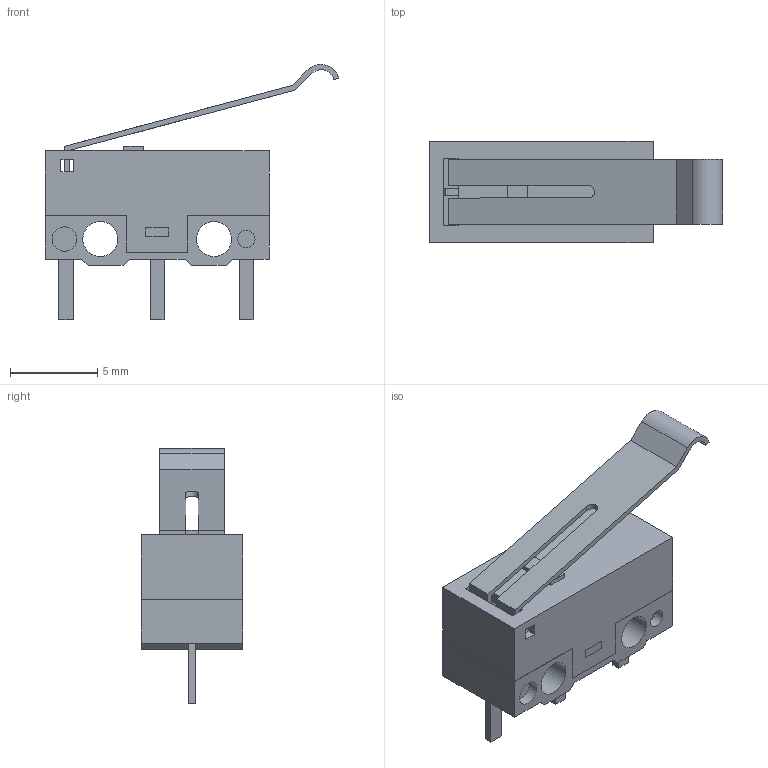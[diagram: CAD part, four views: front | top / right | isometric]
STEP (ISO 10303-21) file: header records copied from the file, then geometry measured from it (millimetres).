
FILE_DESCRIPTION(('FreeCAD Model'),'2;1');
FILE_NAME('Open CASCADE Shape Model','2022-08-29T10:17:52',(''),(''), 'Open CASCADE STEP processor 7.5','FreeCAD','Unknown');
FILE_SCHEMA(('AUTOMOTIVE_DESIGN { 1 0 10303 214 1 1 1 1 }'));
Length unit declared in the file: millimetre
Products named in the file (8): Part; Bottom; Pin_NC; Pin_NO; Pin_C; Top; Button; Lever
Assembly tree (7 placements, depth 2):
  Part
    Bottom
    Pin_NC
    Pin_NO
    Pin_C
    Top
    Button
    Lever
Bounding box: 16.78 x 5.8 x 14.59 mm (x, y, z)
Volume: 314.3 mm3; surface area: 1042.3 mm2
Topology: 7 solids, 7 shells, 195 faces, 517 edges, 338 vertices
Faces by surface type: plane 186, cylinder 9
Full cylindrical faces by diameter (mm): 1 x1, 1.4 x3, 2 x2
Entity records: 12913 total; most frequent: CARTESIAN_POINT 2180, DIRECTION 1961, LINE 1513, VECTOR 1513, ORIENTED_EDGE 1034, PCURVE 1034, DEFINITIONAL_REPRESENTATION 1034, EDGE_CURVE 517
